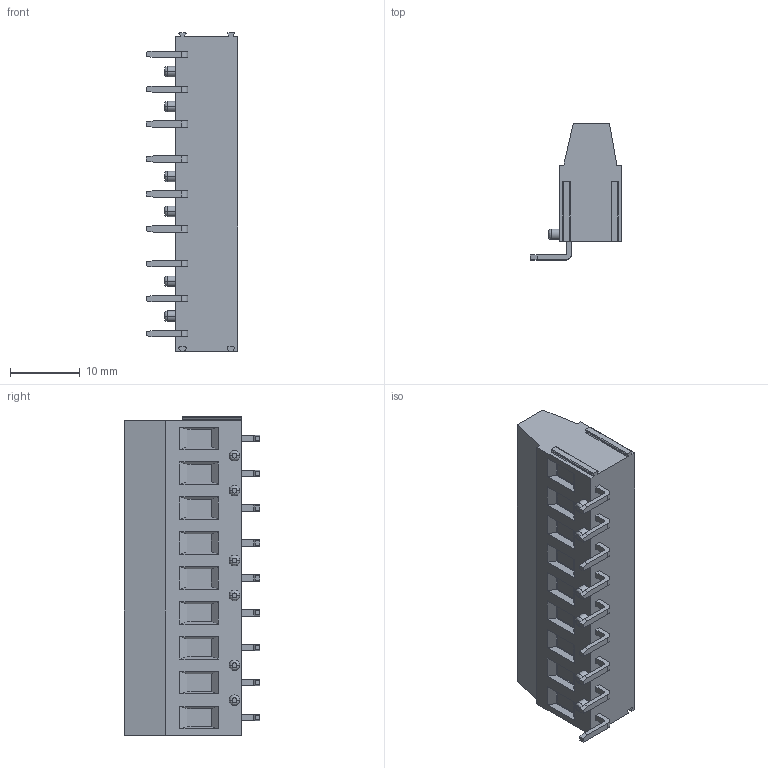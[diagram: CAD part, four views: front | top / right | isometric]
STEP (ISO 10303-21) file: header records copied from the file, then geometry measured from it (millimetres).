
FILE_DESCRIPTION((''),'2;1');
FILE_NAME('PRT0050','2024-11-02T',('yanfa'),(''),'PRO/ENGINEER BY PARAMETRIC TECHNOLOGY CORPORATION, 2009280','PRO/ENGINEER BY PARAMETRIC TECHNOLOGY CORPORATION, 2009280','');
FILE_SCHEMA(('AUTOMOTIVE_DESIGN_CC2 { 1 2 10303 214 -1 1 5 2 }'));
Length unit declared in the file: millimetre
Products named in the file (1): PRT0050
Bounding box: 13.1 x 19.45 x 45.56 mm (x, y, z)
Volume: 5782.2 mm3; surface area: 3402.2 mm2
Topology: 1 solids, 1 shells, 432 faces, 1044 edges, 656 vertices
Faces by surface type: plane 248, cylinder 118, cone 36, torus 18, bspline 12
Entity records: 12922 total; most frequent: CARTESIAN_POINT 2672, DIRECTION 2162, ORIENTED_EDGE 2088, EDGE_CURVE 1044, AXIS2_PLACEMENT_3D 734, VECTOR 694, LINE 694, VERTEX_POINT 656
